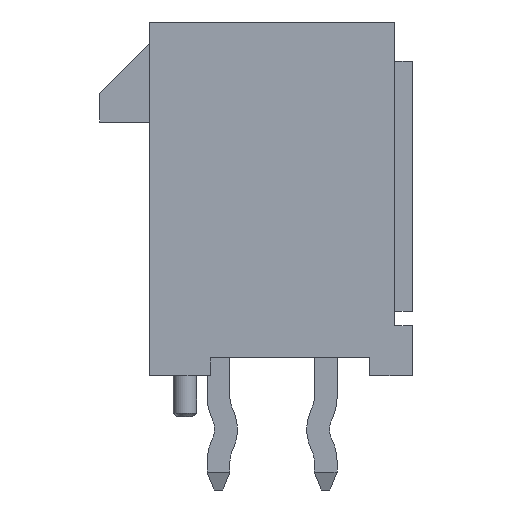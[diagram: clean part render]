
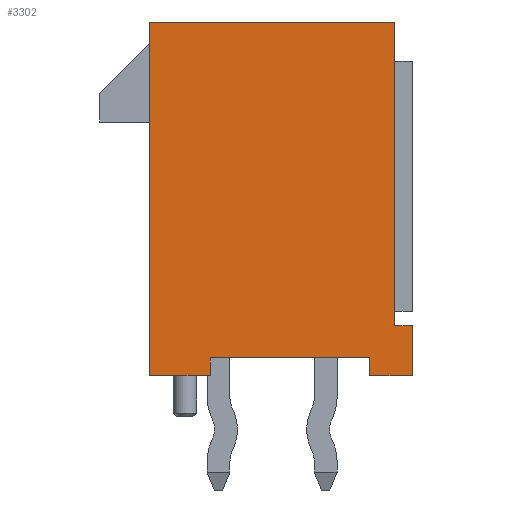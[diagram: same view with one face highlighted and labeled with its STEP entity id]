
A CAD part, left-side view. The second image highlights one B-rep face of the part: STEP entity #3302.
In plain terms, the highlighted planar face has unit normal (-1, 0, 0).
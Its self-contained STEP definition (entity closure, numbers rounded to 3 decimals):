
#2284=CARTESIAN_POINT('',(-3.35,-3.43,9.9));
#2285=VERTEX_POINT('',#2284);
#2292=CARTESIAN_POINT('',(-3.35,-3.43,1.4));
#2293=VERTEX_POINT('',#2292);
#2294=CARTESIAN_POINT('',(-3.35,-3.43,9.9));
#2295=DIRECTION('',(0.0,0.0,-1.0));
#2296=VECTOR('',#2295,8.5);
#2297=LINE('',#2294,#2296);
#2298=EDGE_CURVE('',#2285,#2293,#2297,.T.);
#2371=CARTESIAN_POINT('',(-3.35,-3.93,0.0));
#2372=VERTEX_POINT('',#2371);
#2379=CARTESIAN_POINT('',(-3.35,-2.73,0.0));
#2380=VERTEX_POINT('',#2379);
#2381=CARTESIAN_POINT('',(-3.35,-3.93,0.0));
#2382=DIRECTION('',(0.0,1.0,0.0));
#2383=VECTOR('',#2382,1.2);
#2384=LINE('',#2381,#2383);
#2385=EDGE_CURVE('',#2372,#2380,#2384,.T.);
#2459=CARTESIAN_POINT('',(-3.35,1.73,0.0));
#2460=VERTEX_POINT('',#2459);
#2467=CARTESIAN_POINT('',(-3.35,3.43,0.0));
#2468=VERTEX_POINT('',#2467);
#2469=CARTESIAN_POINT('',(-3.35,1.73,0.0));
#2470=DIRECTION('',(0.0,1.0,0.0));
#2471=VECTOR('',#2470,1.7);
#2472=LINE('',#2469,#2471);
#2473=EDGE_CURVE('',#2460,#2468,#2472,.T.);
#2889=CARTESIAN_POINT('',(-3.35,3.43,9.9));
#2890=VERTEX_POINT('',#2889);
#2897=CARTESIAN_POINT('',(-3.35,3.43,9.9));
#2898=DIRECTION('',(0.0,-1.0,0.0));
#2899=VECTOR('',#2898,6.86);
#2900=LINE('',#2897,#2899);
#2901=EDGE_CURVE('',#2890,#2285,#2900,.T.);
#3249=CARTESIAN_POINT('',(-3.35,3.798,-0.495));
#3250=DIRECTION('',(1.0,0.0,0.0));
#3251=DIRECTION('',(0.0,0.0,1.0));
#3252=AXIS2_PLACEMENT_3D('',#3249,#3250,#3251);
#3253=PLANE('',#3252);
#3254=ORIENTED_EDGE('',*,*,#2473,.F.);
#3255=CARTESIAN_POINT('',(-3.35,1.73,0.5));
#3256=VERTEX_POINT('',#3255);
#3257=CARTESIAN_POINT('',(-3.35,1.73,0.0));
#3258=DIRECTION('',(0.0,0.0,1.0));
#3259=VECTOR('',#3258,0.5);
#3260=LINE('',#3257,#3259);
#3261=EDGE_CURVE('',#2460,#3256,#3260,.T.);
#3262=ORIENTED_EDGE('',*,*,#3261,.T.);
#3263=CARTESIAN_POINT('',(-3.35,-2.73,0.5));
#3264=VERTEX_POINT('',#3263);
#3265=CARTESIAN_POINT('',(-3.35,1.73,0.5));
#3266=DIRECTION('',(0.0,-1.0,0.0));
#3267=VECTOR('',#3266,4.46);
#3268=LINE('',#3265,#3267);
#3269=EDGE_CURVE('',#3256,#3264,#3268,.T.);
#3270=ORIENTED_EDGE('',*,*,#3269,.T.);
#3271=CARTESIAN_POINT('',(-3.35,-2.73,0.5));
#3272=DIRECTION('',(0.0,0.0,-1.0));
#3273=VECTOR('',#3272,0.5);
#3274=LINE('',#3271,#3273);
#3275=EDGE_CURVE('',#3264,#2380,#3274,.T.);
#3276=ORIENTED_EDGE('',*,*,#3275,.T.);
#3277=ORIENTED_EDGE('',*,*,#2385,.F.);
#3278=CARTESIAN_POINT('',(-3.35,-3.93,1.4));
#3279=VERTEX_POINT('',#3278);
#3280=CARTESIAN_POINT('',(-3.35,-3.93,0.0));
#3281=DIRECTION('',(0.0,0.0,1.0));
#3282=VECTOR('',#3281,1.4);
#3283=LINE('',#3280,#3282);
#3284=EDGE_CURVE('',#2372,#3279,#3283,.T.);
#3285=ORIENTED_EDGE('',*,*,#3284,.T.);
#3286=CARTESIAN_POINT('',(-3.35,-3.93,1.4));
#3287=DIRECTION('',(0.0,1.0,0.0));
#3288=VECTOR('',#3287,0.5);
#3289=LINE('',#3286,#3288);
#3290=EDGE_CURVE('',#3279,#2293,#3289,.T.);
#3291=ORIENTED_EDGE('',*,*,#3290,.T.);
#3292=ORIENTED_EDGE('',*,*,#2298,.F.);
#3293=ORIENTED_EDGE('',*,*,#2901,.F.);
#3294=CARTESIAN_POINT('',(-3.35,3.43,0.0));
#3295=DIRECTION('',(0.0,0.0,1.0));
#3296=VECTOR('',#3295,9.9);
#3297=LINE('',#3294,#3296);
#3298=EDGE_CURVE('',#2468,#2890,#3297,.T.);
#3299=ORIENTED_EDGE('',*,*,#3298,.F.);
#3300=EDGE_LOOP('',(#3254,#3262,#3270,#3276,#3277,#3285,#3291,#3292,#3293,#3299));
#3301=FACE_OUTER_BOUND('',#3300,.T.);
#3302=ADVANCED_FACE('',(#3301),#3253,.F.);
